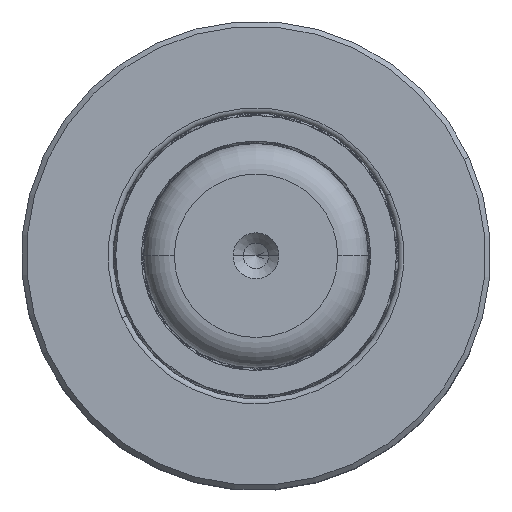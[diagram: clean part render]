
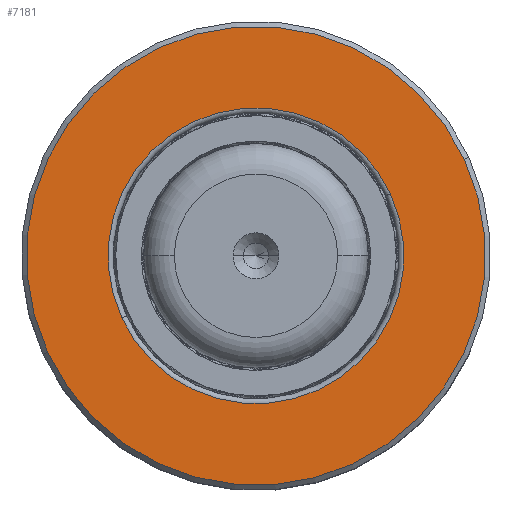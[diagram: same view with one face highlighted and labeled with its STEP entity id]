
A CAD part, top view. The second image highlights one B-rep face of the part: STEP entity #7181.
In plain terms, the highlighted face is planar.
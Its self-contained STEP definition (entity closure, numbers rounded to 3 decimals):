
#1080 = CIRCLE ( 'NONE', #28364, 22.5 ) ;
#1881 = DIRECTION ( 'NONE',  ( 0., 0., 1. ) ) ;
#2109 = VERTEX_POINT ( 'NONE', #10732 ) ;
#2987 = CARTESIAN_POINT ( 'NONE',  ( 0., 15.687, 14.5 ) ) ;
#3292 = CARTESIAN_POINT ( 'NONE',  ( 0., 15.687, 0. ) ) ;
#7181 = ADVANCED_FACE ( 'NONE', ( #30430, #23304 ), #40271, .T. ) ;
#10557 = DIRECTION ( 'NONE',  ( 0., -1., 0. ) ) ;
#10732 = CARTESIAN_POINT ( 'NONE',  ( 0., 15.687, 22.5 ) ) ;
#11229 = CIRCLE ( 'NONE', #31196, 14.5 ) ;
#11440 = ORIENTED_EDGE ( 'NONE', *, *, #32214, .T. ) ;
#12590 = CARTESIAN_POINT ( 'NONE',  ( 22.5, 15.687, 0. ) ) ;
#12848 = DIRECTION ( 'NONE',  ( 0., 0., -1. ) ) ;
#12926 = DIRECTION ( 'NONE',  ( 0., 0., -1. ) ) ;
#13975 = DIRECTION ( 'NONE',  ( 0., 0., -1. ) ) ;
#14955 = EDGE_LOOP ( 'NONE', ( #38179, #27432 ) ) ;
#17188 = CARTESIAN_POINT ( 'NONE',  ( 0., 15.687, -22.5 ) ) ;
#19911 = DIRECTION ( 'NONE',  ( 0., -1., 0. ) ) ;
#21278 = CARTESIAN_POINT ( 'NONE',  ( 0., 15.687, 0. ) ) ;
#22411 = VERTEX_POINT ( 'NONE', #2987 ) ;
#22994 = DIRECTION ( 'NONE',  ( 0., 1., 0. ) ) ;
#23304 = FACE_OUTER_BOUND ( 'NONE', #14955, .T. ) ;
#23779 = CIRCLE ( 'NONE', #28579, 22.5 ) ;
#25873 = AXIS2_PLACEMENT_3D ( 'NONE', #12590, #22994, #1881 ) ;
#27432 = ORIENTED_EDGE ( 'NONE', *, *, #37855, .F. ) ;
#28078 = CIRCLE ( 'NONE', #44953, 14.5 ) ;
#28304 = DIRECTION ( 'NONE',  ( 0., 0., -1. ) ) ;
#28364 = AXIS2_PLACEMENT_3D ( 'NONE', #33814, #19911, #12848 ) ;
#28579 = AXIS2_PLACEMENT_3D ( 'NONE', #40442, #33740, #12926 ) ;
#28994 = EDGE_LOOP ( 'NONE', ( #36924, #11440 ) ) ;
#29299 = EDGE_CURVE ( 'NONE', #43171, #22411, #11229, .T. ) ;
#29504 = VERTEX_POINT ( 'NONE', #17188 ) ;
#30430 = FACE_BOUND ( 'NONE', #28994, .T. ) ;
#30603 = EDGE_CURVE ( 'NONE', #29504, #2109, #23779, .T. ) ;
#31196 = AXIS2_PLACEMENT_3D ( 'NONE', #3292, #41529, #13975 ) ;
#32214 = EDGE_CURVE ( 'NONE', #22411, #43171, #28078, .T. ) ;
#33740 = DIRECTION ( 'NONE',  ( 0., -1., 0. ) ) ;
#33814 = CARTESIAN_POINT ( 'NONE',  ( 0., 15.687, 0. ) ) ;
#36924 = ORIENTED_EDGE ( 'NONE', *, *, #29299, .T. ) ;
#37855 = EDGE_CURVE ( 'NONE', #2109, #29504, #1080, .T. ) ;
#38179 = ORIENTED_EDGE ( 'NONE', *, *, #30603, .F. ) ;
#40271 = PLANE ( 'NONE',  #25873 ) ;
#40412 = CARTESIAN_POINT ( 'NONE',  ( 0., 15.687, -14.5 ) ) ;
#40442 = CARTESIAN_POINT ( 'NONE',  ( 0., 15.687, 0. ) ) ;
#41529 = DIRECTION ( 'NONE',  ( 0., -1., 0. ) ) ;
#43171 = VERTEX_POINT ( 'NONE', #40412 ) ;
#44953 = AXIS2_PLACEMENT_3D ( 'NONE', #21278, #10557, #28304 ) ;
